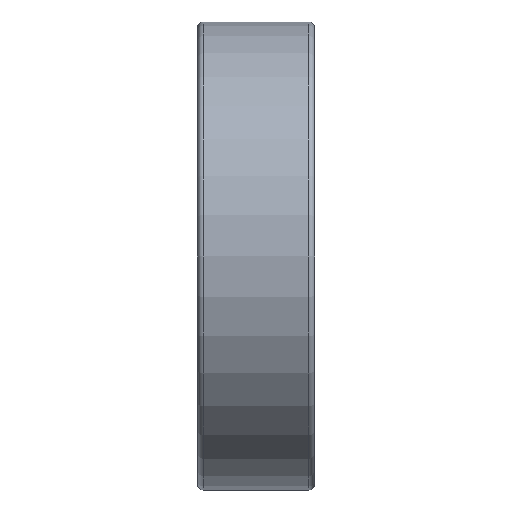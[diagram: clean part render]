
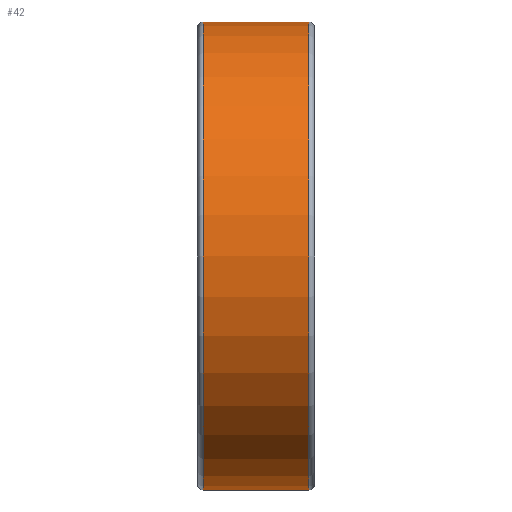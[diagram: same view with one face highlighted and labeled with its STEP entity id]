
A CAD part, front view. The second image highlights one B-rep face of the part: STEP entity #42.
In plain terms, the highlighted cylindrical face has radius 8 mm (diameter 16 mm), a partial arc.
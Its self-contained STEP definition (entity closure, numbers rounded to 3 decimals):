
#18 = EDGE_CURVE ( 'NONE', #115, #41, #654, .T. ) ;
#41 = VERTEX_POINT ( 'NONE', #186 ) ;
#42 = ADVANCED_FACE ( 'NONE', ( #714 ), #746, .T. ) ;
#96 = DIRECTION ( 'NONE',  ( 0., 0., -1. ) ) ;
#115 = VERTEX_POINT ( 'NONE', #637 ) ;
#166 = ORIENTED_EDGE ( 'NONE', *, *, #372, .T. ) ;
#186 = CARTESIAN_POINT ( 'NONE',  ( 1.8, 0., -8. ) ) ;
#228 = ORIENTED_EDGE ( 'NONE', *, *, #391, .F. ) ;
#306 = AXIS2_PLACEMENT_3D ( 'NONE', #562, #655, #96 ) ;
#352 = DIRECTION ( 'NONE',  ( 1., 0., 0. ) ) ;
#363 = AXIS2_PLACEMENT_3D ( 'NONE', #737, #750, #767 ) ;
#372 = EDGE_CURVE ( 'NONE', #761, #115, #499, .T. ) ;
#391 = EDGE_CURVE ( 'NONE', #761, #590, #482, .T. ) ;
#412 = EDGE_CURVE ( 'NONE', #590, #41, #517, .T. ) ;
#426 = CARTESIAN_POINT ( 'NONE',  ( -20.637, 0., -8. ) ) ;
#458 = EDGE_LOOP ( 'NONE', ( #228, #166, #462, #711 ) ) ;
#462 = ORIENTED_EDGE ( 'NONE', *, *, #18, .T. ) ;
#482 = LINE ( 'NONE', #708, #510 ) ;
#499 = CIRCLE ( 'NONE', #743, 8. ) ;
#510 = VECTOR ( 'NONE', #709, 1000. ) ;
#517 = CIRCLE ( 'NONE', #363, 8. ) ;
#536 = CARTESIAN_POINT ( 'NONE',  ( 1.8, 0., 8. ) ) ;
#547 = DIRECTION ( 'NONE',  ( 1., 0., 0. ) ) ;
#551 = DIRECTION ( 'NONE',  ( 0., 0., -1. ) ) ;
#562 = CARTESIAN_POINT ( 'NONE',  ( -20.637, 0., 0. ) ) ;
#590 = VERTEX_POINT ( 'NONE', #536 ) ;
#619 = VECTOR ( 'NONE', #352, 1000. ) ;
#637 = CARTESIAN_POINT ( 'NONE',  ( -1.8, 0., -8. ) ) ;
#654 = LINE ( 'NONE', #426, #619 ) ;
#655 = DIRECTION ( 'NONE',  ( 1., 0., 0. ) ) ;
#668 = CARTESIAN_POINT ( 'NONE',  ( -1.8, 0., 0. ) ) ;
#702 = CARTESIAN_POINT ( 'NONE',  ( -1.8, 0., 8. ) ) ;
#708 = CARTESIAN_POINT ( 'NONE',  ( -20.637, 0., 8. ) ) ;
#709 = DIRECTION ( 'NONE',  ( 1., 0., 0. ) ) ;
#711 = ORIENTED_EDGE ( 'NONE', *, *, #412, .F. ) ;
#714 = FACE_OUTER_BOUND ( 'NONE', #458, .T. ) ;
#737 = CARTESIAN_POINT ( 'NONE',  ( 1.8, 0., 0. ) ) ;
#743 = AXIS2_PLACEMENT_3D ( 'NONE', #668, #547, #551 ) ;
#746 = CYLINDRICAL_SURFACE ( 'NONE', #306, 8. ) ;
#750 = DIRECTION ( 'NONE',  ( 1., 0., 0. ) ) ;
#761 = VERTEX_POINT ( 'NONE', #702 ) ;
#767 = DIRECTION ( 'NONE',  ( 0., 0., -1. ) ) ;
